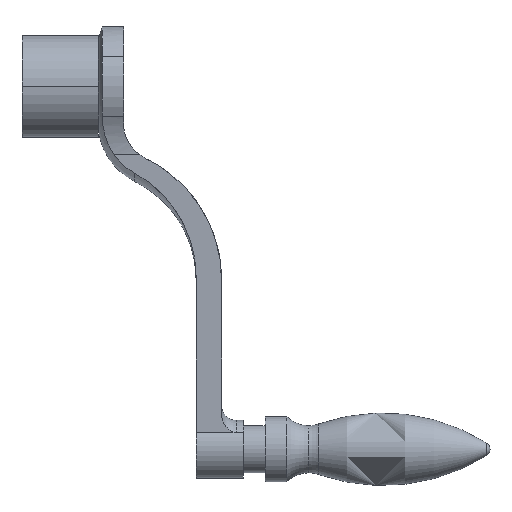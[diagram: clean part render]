
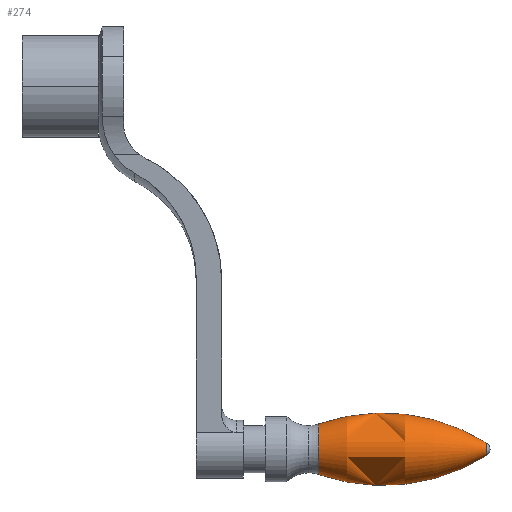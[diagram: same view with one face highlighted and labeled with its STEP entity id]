
A CAD part, left-side view. The second image highlights one B-rep face of the part: STEP entity #274.
In plain terms, the highlighted toroidal (fillet/blend) face has major radius 43.228 mm and minor radius 53.228 mm.
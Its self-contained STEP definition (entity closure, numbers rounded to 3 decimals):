
#240=VERTEX_POINT('',#670);
#248=EDGE_CURVE('',#240,#498,#679,.T.);
#262=EDGE_CURVE('',#380,#240,#695,.T.);
#274=ADVANCED_FACE('',(#708),#709,.T.);
#302=EDGE_CURVE('',#380,#334,#739,.T.);
#334=VERTEX_POINT('',#773);
#380=VERTEX_POINT('',#825);
#448=EDGE_CURVE('',#498,#334,#899,.T.);
#498=VERTEX_POINT('',#958);
#670=CARTESIAN_POINT('',(0.,-128.073,-101.688));
#679=CIRCLE('',#1148,1.688);
#695=CIRCLE('',#1175,53.228);
#708=FACE_OUTER_BOUND('',#1203,.T.);
#709=TOROIDAL_SURFACE('',#1204,-43.228,53.228);
#739=CIRCLE('',#1278,6.982);
#773=CARTESIAN_POINT('',(0.,-81.842,-93.018));
#825=CARTESIAN_POINT('',(0.,-81.842,-106.982));
#899=CIRCLE('',#1552,53.228);
#958=CARTESIAN_POINT('',(0.,-128.073,-98.312));
#1148=AXIS2_PLACEMENT_3D('',#1902,#1903,#1904);
#1175=AXIS2_PLACEMENT_3D('',#1933,#1934,#1935);
#1203=EDGE_LOOP('',(#1949,#1950,#1951,#1952));
#1204=AXIS2_PLACEMENT_3D('',#1953,#1954,#1955);
#1278=AXIS2_PLACEMENT_3D('',#1984,#1985,#1986);
#1552=AXIS2_PLACEMENT_3D('',#2151,#2152,#2153);
#1902=CARTESIAN_POINT('',(0.0,-128.073,-100.0));
#1903=DIRECTION('',(0.0,1.0,0.0));
#1904=DIRECTION('',(0.,0.0,-1.0));
#1933=CARTESIAN_POINT('',(0.,-99.511,-56.772));
#1934=DIRECTION('',(-1.0,-0.0,0.));
#1935=DIRECTION('',(0.,0.0,-1.0));
#1949=ORIENTED_EDGE('',*,*,#448,.T.);
#1950=ORIENTED_EDGE('',*,*,#302,.F.);
#1951=ORIENTED_EDGE('',*,*,#262,.T.);
#1952=ORIENTED_EDGE('',*,*,#248,.T.);
#1953=CARTESIAN_POINT('',(0.0,-99.511,-100.0));
#1954=DIRECTION('',(-0.0,1.0,0.0));
#1955=DIRECTION('',(0.,0.0,1.0));
#1984=CARTESIAN_POINT('',(0.0,-81.842,-100.0));
#1985=DIRECTION('',(0.0,1.0,0.0));
#1986=DIRECTION('',(0.,0.0,-1.0));
#2151=CARTESIAN_POINT('',(0.,-99.511,-143.228));
#2152=DIRECTION('',(-1.0,-0.0,0.));
#2153=DIRECTION('',(0.,0.0,1.0));
